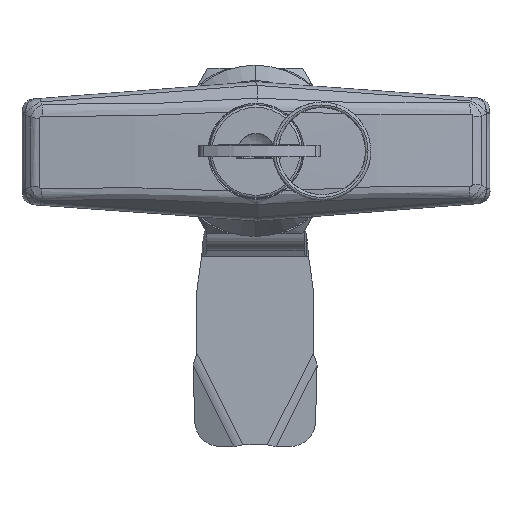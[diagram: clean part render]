
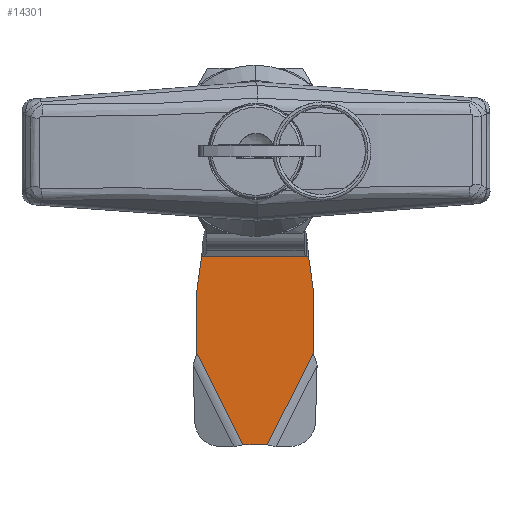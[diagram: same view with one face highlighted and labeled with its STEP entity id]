
A CAD part, top view. The second image highlights one B-rep face of the part: STEP entity #14301.
In plain terms, the highlighted planar face has unit normal (0, 0, 1).
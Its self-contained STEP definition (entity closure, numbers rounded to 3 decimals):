
#203 = DIRECTION ( 'NONE',  ( 0., -1., 0. ) ) ;
#1060 = DIRECTION ( 'NONE',  ( -0.145, -0.989, 0. ) ) ;
#1108 = VECTOR ( 'NONE', #12231, 1000. ) ;
#1735 = ORIENTED_EDGE ( 'NONE', *, *, #4436, .T. ) ;
#2283 = PLANE ( 'NONE',  #15823 ) ;
#3300 = CARTESIAN_POINT ( 'NONE',  ( 9.458, -22.211, -25.32 ) ) ;
#3534 = CARTESIAN_POINT ( 'NONE',  ( -22.584, -6.828, -25.32 ) ) ;
#3661 = VERTEX_POINT ( 'NONE', #27550 ) ;
#3813 = VERTEX_POINT ( 'NONE', #11734 ) ;
#4259 = VECTOR ( 'NONE', #5500, 1000. ) ;
#4436 = EDGE_CURVE ( 'NONE', #13594, #24777, #25861, .T. ) ;
#5023 = VERTEX_POINT ( 'NONE', #15943 ) ;
#5316 = CARTESIAN_POINT ( 'NONE',  ( -1.998, -48., -25.32 ) ) ;
#5500 = DIRECTION ( 'NONE',  ( -0.447, 0.894, 0. ) ) ;
#5773 = DIRECTION ( 'NONE',  ( 0., -1., 0. ) ) ;
#6212 = ORIENTED_EDGE ( 'NONE', *, *, #8987, .T. ) ;
#6504 = LINE ( 'NONE', #23823, #18600 ) ;
#6561 = DIRECTION ( 'NONE',  ( 1., 0., 0. ) ) ;
#6647 = ORIENTED_EDGE ( 'NONE', *, *, #24184, .T. ) ;
#6700 = LINE ( 'NONE', #21364, #10544 ) ;
#6872 = VERTEX_POINT ( 'NONE', #3300 ) ;
#7255 = VERTEX_POINT ( 'NONE', #17799 ) ;
#8229 = EDGE_CURVE ( 'NONE', #19840, #3661, #13743, .T. ) ;
#8454 = DIRECTION ( 'NONE',  ( 0., -1., 0. ) ) ;
#8648 = CARTESIAN_POINT ( 'NONE',  ( 5.5, -22.792, -25.32 ) ) ;
#8987 = EDGE_CURVE ( 'NONE', #16620, #12291, #10137, .T. ) ;
#9260 = CARTESIAN_POINT ( 'NONE',  ( 0., -17.263, -25.32 ) ) ;
#9535 = ORIENTED_EDGE ( 'NONE', *, *, #24749, .T. ) ;
#9666 = ORIENTED_EDGE ( 'NONE', *, *, #20925, .T. ) ;
#9835 = CARTESIAN_POINT ( 'NONE',  ( -5.5, -22.792, -25.32 ) ) ;
#10052 = EDGE_CURVE ( 'NONE', #19840, #13594, #6700, .T. ) ;
#10137 = LINE ( 'NONE', #20457, #11843 ) ;
#10544 = VECTOR ( 'NONE', #6561, 1000. ) ;
#10733 = DIRECTION ( 'NONE',  ( 0., 0., 1. ) ) ;
#10806 = CARTESIAN_POINT ( 'NONE',  ( 0., 4.464, -25.32 ) ) ;
#10823 = CARTESIAN_POINT ( 'NONE',  ( -9.458, -22.211, -25.32 ) ) ;
#11282 = EDGE_CURVE ( 'NONE', #5023, #3661, #6504, .T. ) ;
#11482 = DIRECTION ( 'NONE',  ( -1., 0., 0. ) ) ;
#11734 = CARTESIAN_POINT ( 'NONE',  ( 8.732, -17.263, -25.32 ) ) ;
#11843 = VECTOR ( 'NONE', #1060, 1000. ) ;
#12231 = DIRECTION ( 'NONE',  ( 0., 1., 0. ) ) ;
#12291 = VERTEX_POINT ( 'NONE', #10823 ) ;
#13316 = CARTESIAN_POINT ( 'NONE',  ( 1.998, -48., -25.32 ) ) ;
#13594 = VERTEX_POINT ( 'NONE', #13316 ) ;
#13743 = LINE ( 'NONE', #3534, #4259 ) ;
#14227 = CARTESIAN_POINT ( 'NONE',  ( 9.5, -22.5, -25.32 ) ) ;
#14301 = ADVANCED_FACE ( 'NONE', ( #23396 ), #2283, .T. ) ;
#14334 = LINE ( 'NONE', #22855, #1108 ) ;
#14977 = CARTESIAN_POINT ( 'NONE',  ( 22.584, -6.828, -25.32 ) ) ;
#15617 = CIRCLE ( 'NONE', #26762, 4. ) ;
#15823 = AXIS2_PLACEMENT_3D ( 'NONE', #10806, #19049, #8454 ) ;
#15943 = CARTESIAN_POINT ( 'NONE',  ( -9.5, -22.792, -25.32 ) ) ;
#16020 = CIRCLE ( 'NONE', #22714, 4. ) ;
#16029 = EDGE_CURVE ( 'NONE', #6872, #3813, #19667, .T. ) ;
#16501 = EDGE_CURVE ( 'NONE', #24777, #7255, #14334, .T. ) ;
#16512 = ORIENTED_EDGE ( 'NONE', *, *, #10052, .T. ) ;
#16620 = VERTEX_POINT ( 'NONE', #26048 ) ;
#16669 = DIRECTION ( 'NONE',  ( 0., 0., 1. ) ) ;
#17414 = ORIENTED_EDGE ( 'NONE', *, *, #11282, .T. ) ;
#17633 = LINE ( 'NONE', #9260, #19547 ) ;
#17799 = CARTESIAN_POINT ( 'NONE',  ( 9.5, -22.792, -25.32 ) ) ;
#17826 = VECTOR ( 'NONE', #25449, 1000. ) ;
#18091 = VECTOR ( 'NONE', #22896, 1000. ) ;
#18600 = VECTOR ( 'NONE', #203, 1000. ) ;
#19049 = DIRECTION ( 'NONE',  ( 0., 0., 1. ) ) ;
#19267 = ORIENTED_EDGE ( 'NONE', *, *, #16501, .T. ) ;
#19547 = VECTOR ( 'NONE', #11482, 1000. ) ;
#19667 = LINE ( 'NONE', #14227, #18091 ) ;
#19840 = VERTEX_POINT ( 'NONE', #5316 ) ;
#20457 = CARTESIAN_POINT ( 'NONE',  ( -7.3, -7.5, -25.32 ) ) ;
#20925 = EDGE_CURVE ( 'NONE', #7255, #6872, #15617, .T. ) ;
#21364 = CARTESIAN_POINT ( 'NONE',  ( 9.5, -48., -25.32 ) ) ;
#21624 = DIRECTION ( 'NONE',  ( 0., -1., 0. ) ) ;
#21869 = ORIENTED_EDGE ( 'NONE', *, *, #16029, .T. ) ;
#22714 = AXIS2_PLACEMENT_3D ( 'NONE', #9835, #16669, #5773 ) ;
#22855 = CARTESIAN_POINT ( 'NONE',  ( 9.5, -48., -25.32 ) ) ;
#22896 = DIRECTION ( 'NONE',  ( -0.145, 0.989, 0. ) ) ;
#23396 = FACE_OUTER_BOUND ( 'NONE', #26150, .T. ) ;
#23823 = CARTESIAN_POINT ( 'NONE',  ( -9.5, -48., -25.32 ) ) ;
#24184 = EDGE_CURVE ( 'NONE', #3813, #16620, #17633, .T. ) ;
#24749 = EDGE_CURVE ( 'NONE', #12291, #5023, #16020, .T. ) ;
#24771 = CARTESIAN_POINT ( 'NONE',  ( 9.5, -32.996, -25.32 ) ) ;
#24777 = VERTEX_POINT ( 'NONE', #24771 ) ;
#25449 = DIRECTION ( 'NONE',  ( 0.447, 0.894, 0. ) ) ;
#25861 = LINE ( 'NONE', #14977, #17826 ) ;
#26048 = CARTESIAN_POINT ( 'NONE',  ( -8.732, -17.263, -25.32 ) ) ;
#26150 = EDGE_LOOP ( 'NONE', ( #26881, #16512, #1735, #19267, #9666, #21869, #6647, #6212, #9535, #17414 ) ) ;
#26762 = AXIS2_PLACEMENT_3D ( 'NONE', #8648, #10733, #21624 ) ;
#26881 = ORIENTED_EDGE ( 'NONE', *, *, #8229, .F. ) ;
#27550 = CARTESIAN_POINT ( 'NONE',  ( -9.5, -32.996, -25.32 ) ) ;
